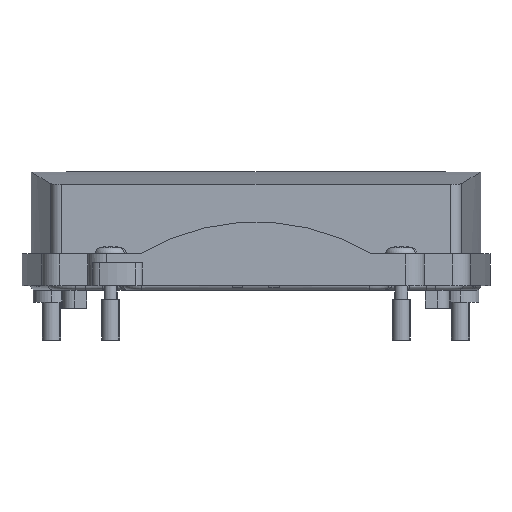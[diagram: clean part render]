
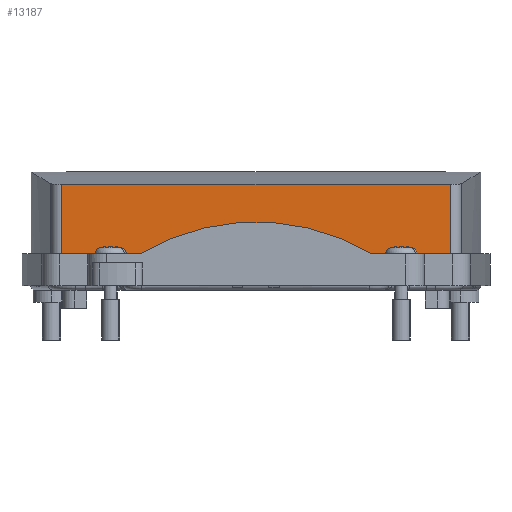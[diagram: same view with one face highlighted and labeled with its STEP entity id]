
A CAD part, front view. The second image highlights one B-rep face of the part: STEP entity #13187.
In plain terms, the highlighted planar face has unit normal (0, -1, 0).
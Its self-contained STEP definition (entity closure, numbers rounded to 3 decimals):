
#13143=AXIS2_PLACEMENT_3D('Circle Axis2P3D',#13141,#13142,$) ;
#13158=AXIS2_PLACEMENT_3D('Plane Axis2P3D',#13155,#13156,#13157) ;
#12396=CARTESIAN_POINT('Vertex',(8.797,18.5,19.)) ;
#12399=CARTESIAN_POINT('Line Origine',(8.797,18.5,28.)) ;
#12403=CARTESIAN_POINT('Vertex',(8.797,18.5,34.258)) ;
#12548=CARTESIAN_POINT('Line Origine',(17.391,18.5,19.)) ;
#12552=CARTESIAN_POINT('Vertex',(25.985,18.5,19.)) ;
#13138=CARTESIAN_POINT('Vertex',(77.015,18.5,19.)) ;
#13141=CARTESIAN_POINT('Axis2P3D Location',(51.5,18.5,-24.)) ;
#13155=CARTESIAN_POINT('Axis2P3D Location',(96.415,18.5,12.)) ;
#13160=CARTESIAN_POINT('Line Origine',(51.5,18.5,34.258)) ;
#13164=CARTESIAN_POINT('Vertex',(94.203,18.5,34.258)) ;
#13167=CARTESIAN_POINT('Line Origine',(85.609,18.5,19.)) ;
#13171=CARTESIAN_POINT('Vertex',(94.203,18.5,19.)) ;
#13174=CARTESIAN_POINT('Line Origine',(94.203,18.5,26.629)) ;
#12400=DIRECTION('Vector Direction',(0.,0.,1.)) ;
#12549=DIRECTION('Vector Direction',(-1.,0.,0.)) ;
#13142=DIRECTION('Axis2P3D Direction',(0.,1.,0.)) ;
#13156=DIRECTION('Axis2P3D Direction',(0.,1.,0.)) ;
#13157=DIRECTION('Axis2P3D XDirection',(-1.,0.,0.)) ;
#13161=DIRECTION('Vector Direction',(-1.,0.,0.)) ;
#13168=DIRECTION('Vector Direction',(-1.,0.,0.)) ;
#13175=DIRECTION('Vector Direction',(0.,0.,1.)) ;
#12401=VECTOR('Line Direction',#12400,1.) ;
#12550=VECTOR('Line Direction',#12549,1.) ;
#13162=VECTOR('Line Direction',#13161,1.) ;
#13169=VECTOR('Line Direction',#13168,1.) ;
#13176=VECTOR('Line Direction',#13175,1.) ;
#13180=ORIENTED_EDGE('',*,*,#13166,.T.) ;
#13181=ORIENTED_EDGE('',*,*,#12405,.F.) ;
#13182=ORIENTED_EDGE('',*,*,#12554,.F.) ;
#13183=ORIENTED_EDGE('',*,*,#13145,.T.) ;
#13184=ORIENTED_EDGE('',*,*,#13173,.F.) ;
#13185=ORIENTED_EDGE('',*,*,#13178,.T.) ;
#13187=ADVANCED_FACE('Hauptk\X2\00F6\X0\rper',(#13186),#13159,.F.) ;
#13144=CIRCLE('generated circle',#13143,50.) ;
#12405=EDGE_CURVE('',#12397,#12404,#12402,.T.) ;
#12554=EDGE_CURVE('',#12553,#12397,#12551,.T.) ;
#13145=EDGE_CURVE('',#12553,#13139,#13144,.T.) ;
#13166=EDGE_CURVE('',#13165,#12404,#13163,.T.) ;
#13173=EDGE_CURVE('',#13172,#13139,#13170,.T.) ;
#13178=EDGE_CURVE('',#13172,#13165,#13177,.T.) ;
#13179=EDGE_LOOP('',(#13180,#13181,#13182,#13183,#13184,#13185)) ;
#13186=FACE_OUTER_BOUND('',#13179,.T.) ;
#12402=LINE('Line',#12399,#12401) ;
#12551=LINE('Line',#12548,#12550) ;
#13163=LINE('Line',#13160,#13162) ;
#13170=LINE('Line',#13167,#13169) ;
#13177=LINE('Line',#13174,#13176) ;
#13159=PLANE('',#13158) ;
#12397=VERTEX_POINT('',#12396) ;
#12404=VERTEX_POINT('',#12403) ;
#12553=VERTEX_POINT('',#12552) ;
#13139=VERTEX_POINT('',#13138) ;
#13165=VERTEX_POINT('',#13164) ;
#13172=VERTEX_POINT('',#13171) ;
